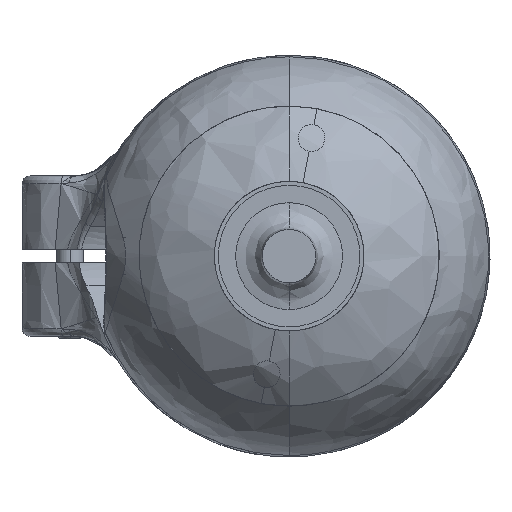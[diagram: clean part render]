
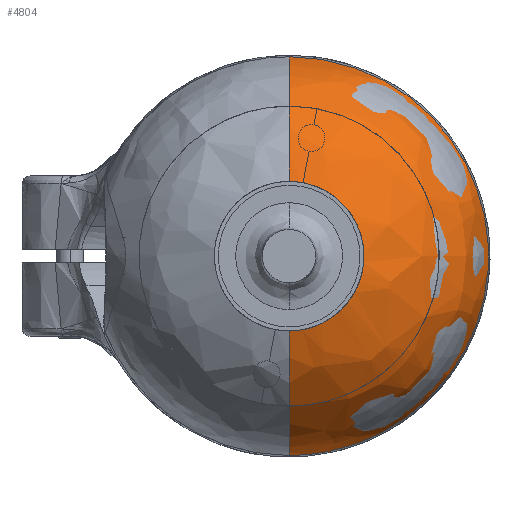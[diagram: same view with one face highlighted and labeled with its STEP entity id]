
A CAD part, left-side view. The second image highlights one B-rep face of the part: STEP entity #4804.
In plain terms, the highlighted free-form (B-spline) face has degree [3, 3] with [7, 4] control points.
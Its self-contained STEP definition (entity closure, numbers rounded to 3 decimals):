
#1298 = VERTEX_POINT('',#1299);
#1299 = CARTESIAN_POINT('',(-25.187,0.,40.147));
#1305 = EDGE_CURVE('',#1298,#1306,#1308,.T.);
#1306 = VERTEX_POINT('',#1307);
#1307 = CARTESIAN_POINT('',(-25.187,0.,-40.147));
#1308 = ( BOUNDED_CURVE() B_SPLINE_CURVE(2,(#1309,#1310,#1311,#1312,
#1313),.UNSPECIFIED.,.F.,.F.) B_SPLINE_CURVE_WITH_KNOTS((3,2,3),(0.,
1.571,3.142),.PIECEWISE_BEZIER_KNOTS.) CURVE() 
GEOMETRIC_REPRESENTATION_ITEM() RATIONAL_B_SPLINE_CURVE((1.,
0.707,1.,0.707,1.)) REPRESENTATION_ITEM('') );
#1309 = CARTESIAN_POINT('',(-25.187,0.,40.147));
#1310 = CARTESIAN_POINT('',(-25.187,-40.147,
    40.147));
#1311 = CARTESIAN_POINT('',(-25.187,-40.147,
    0.));
#1312 = CARTESIAN_POINT('',(-25.187,-40.147,
    -40.147));
#1313 = CARTESIAN_POINT('',(-25.187,0.,
    -40.147));
#4554 = EDGE_CURVE('',#4555,#1306,#4557,.T.);
#4555 = VERTEX_POINT('',#4556);
#4556 = CARTESIAN_POINT('',(-52.713,0.,-15.061));
#4557 = ( BOUNDED_CURVE() B_SPLINE_CURVE(2,(#4558,#4559,#4560),
.UNSPECIFIED.,.F.,.F.) B_SPLINE_CURVE_WITH_KNOTS((3,3),(0.,
1.142),.PIECEWISE_BEZIER_KNOTS.) CURVE() 
GEOMETRIC_REPRESENTATION_ITEM() RATIONAL_B_SPLINE_CURVE((1.,
0.841,1.)) REPRESENTATION_ITEM('') );
#4558 = CARTESIAN_POINT('',(-52.713,0.,-15.061));
#4559 = CARTESIAN_POINT('',(-47.011,0.,-36.448));
#4560 = CARTESIAN_POINT('',(-25.187,0.,-40.147));
#4563 = VERTEX_POINT('',#4564);
#4564 = CARTESIAN_POINT('',(-52.713,0.,15.061));
#4572 = EDGE_CURVE('',#4563,#1298,#4573,.T.);
#4573 = ( BOUNDED_CURVE() B_SPLINE_CURVE(2,(#4574,#4575,#4576),
.UNSPECIFIED.,.F.,.F.) B_SPLINE_CURVE_WITH_KNOTS((3,3),(0.,
1.142),.PIECEWISE_BEZIER_KNOTS.) CURVE() 
GEOMETRIC_REPRESENTATION_ITEM() RATIONAL_B_SPLINE_CURVE((1.,
0.841,1.)) REPRESENTATION_ITEM('') );
#4574 = CARTESIAN_POINT('',(-52.713,0.,15.061));
#4575 = CARTESIAN_POINT('',(-47.011,0.,36.448));
#4576 = CARTESIAN_POINT('',(-25.187,0.,40.147));
#4804 = ADVANCED_FACE('',(#4805),#4818,.T.);
#4805 = FACE_BOUND('',#4806,.T.);
#4806 = EDGE_LOOP('',(#4807,#4808,#4816,#4817));
#4807 = ORIENTED_EDGE('',*,*,#4572,.F.);
#4808 = ORIENTED_EDGE('',*,*,#4809,.T.);
#4809 = EDGE_CURVE('',#4563,#4555,#4810,.T.);
#4810 = ( BOUNDED_CURVE() B_SPLINE_CURVE(2,(#4811,#4812,#4813,#4814,
#4815),.UNSPECIFIED.,.F.,.F.) B_SPLINE_CURVE_WITH_KNOTS((3,2,3),(0.,
1.571,3.142),.PIECEWISE_BEZIER_KNOTS.) CURVE() 
GEOMETRIC_REPRESENTATION_ITEM() RATIONAL_B_SPLINE_CURVE((1.,
0.707,1.,0.707,1.)) REPRESENTATION_ITEM('') );
#4811 = CARTESIAN_POINT('',(-52.713,0.,15.061));
#4812 = CARTESIAN_POINT('',(-52.713,-15.061,
    15.061));
#4813 = CARTESIAN_POINT('',(-52.713,-15.061,
    0.));
#4814 = CARTESIAN_POINT('',(-52.713,-15.061,
    -15.061));
#4815 = CARTESIAN_POINT('',(-52.713,0.,
    -15.061));
#4816 = ORIENTED_EDGE('',*,*,#4554,.T.);
#4817 = ORIENTED_EDGE('',*,*,#1305,.F.);
#4818 = ( BOUNDED_SURFACE() B_SPLINE_SURFACE(3,3,(
    (#4819,#4820,#4821,#4822)
    ,(#4823,#4824,#4825,#4826)
    ,(#4827,#4828,#4829,#4830)
    ,(#4831,#4832,#4833,#4834)
    ,(#4835,#4836,#4837,#4838)
    ,(#4839,#4840,#4841,#4842)
    ,(#4843,#4844,#4845,#4846
)),.UNSPECIFIED.,.F.,.F.,.F.) B_SPLINE_SURFACE_WITH_KNOTS((4,3,4),(4,4),
  (0.,1.,2.),(0.,1.),.PIECEWISE_BEZIER_KNOTS.) 
GEOMETRIC_REPRESENTATION_ITEM() RATIONAL_B_SPLINE_SURFACE((
    (1.298,1.15,1.15,1.298)
    ,(1.025,0.908,0.908,1.025)
    ,(1.025,0.908,0.908,1.025)
    ,(1.298,1.15,1.15,1.298)
    ,(1.025,0.908,0.908,1.025)
    ,(1.025,0.908,0.908,1.025)
    ,(1.298,1.15,1.15,1.298
))) REPRESENTATION_ITEM('') SURFACE() );
#4819 = CARTESIAN_POINT('',(-52.908,0.898,
    14.27));
#4820 = CARTESIAN_POINT('',(-49.491,1.783,
    28.343));
#4821 = CARTESIAN_POINT('',(-38.767,2.397,
    38.097));
#4822 = CARTESIAN_POINT('',(-24.41,2.529,
    40.19));
#4823 = CARTESIAN_POINT('',(-52.908,-7.884,
    14.823));
#4824 = CARTESIAN_POINT('',(-49.491,-15.659,
    29.441));
#4825 = CARTESIAN_POINT('',(-38.767,-21.048,
    39.572));
#4826 = CARTESIAN_POINT('',(-24.41,-22.204,
    41.746));
#4827 = CARTESIAN_POINT('',(-52.908,-14.298,
    8.799));
#4828 = CARTESIAN_POINT('',(-49.491,-28.399,
    17.477));
#4829 = CARTESIAN_POINT('',(-38.767,-38.173,
    23.491));
#4830 = CARTESIAN_POINT('',(-24.41,-40.27,
    24.782));
#4831 = CARTESIAN_POINT('',(-52.908,-14.298,0.));
#4832 = CARTESIAN_POINT('',(-49.491,-28.399,0.));
#4833 = CARTESIAN_POINT('',(-38.767,-38.173,
    0.));
#4834 = CARTESIAN_POINT('',(-24.41,-40.27,0.));
#4835 = CARTESIAN_POINT('',(-52.908,-14.298,
    -8.799));
#4836 = CARTESIAN_POINT('',(-49.491,-28.399,
    -17.477));
#4837 = CARTESIAN_POINT('',(-38.767,-38.173,
    -23.491));
#4838 = CARTESIAN_POINT('',(-24.41,-40.27,
    -24.782));
#4839 = CARTESIAN_POINT('',(-52.908,-7.884,
    -14.823));
#4840 = CARTESIAN_POINT('',(-49.491,-15.659,
    -29.441));
#4841 = CARTESIAN_POINT('',(-38.767,-21.048,
    -39.572));
#4842 = CARTESIAN_POINT('',(-24.41,-22.204,
    -41.746));
#4843 = CARTESIAN_POINT('',(-52.908,0.898,
    -14.27));
#4844 = CARTESIAN_POINT('',(-49.491,1.783,
    -28.343));
#4845 = CARTESIAN_POINT('',(-38.767,2.397,
    -38.097));
#4846 = CARTESIAN_POINT('',(-24.41,2.529,
    -40.19));
